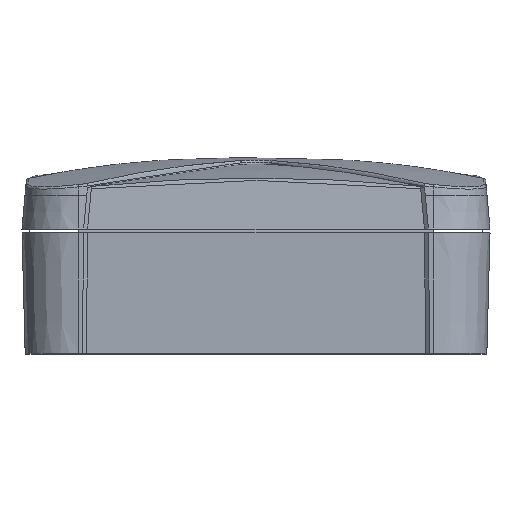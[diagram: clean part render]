
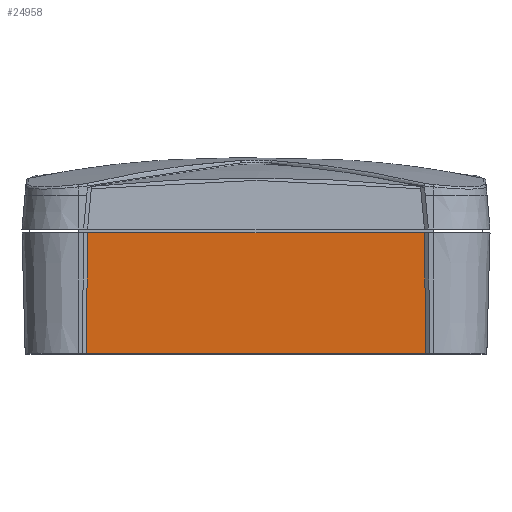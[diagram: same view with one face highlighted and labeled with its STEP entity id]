
A CAD part, top view. The second image highlights one B-rep face of the part: STEP entity #24958.
In plain terms, the highlighted planar face has unit normal (0, -0.026, 1).
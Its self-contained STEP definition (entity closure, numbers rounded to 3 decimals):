
#96 = VERTEX_POINT ( 'NONE', #5554 ) ;
#826 = EDGE_CURVE ( 'NONE', #32988, #25258, #4772, .T. ) ;
#3441 = DIRECTION ( 'NONE',  ( 1., 0., 0. ) ) ;
#4772 = LINE ( 'NONE', #16631, #10607 ) ;
#5554 = CARTESIAN_POINT ( 'NONE',  ( -66.308, -19.611, 32.507 ) ) ;
#7042 = DIRECTION ( 'NONE',  ( 0.01, 1., 0.026 ) ) ;
#8830 = FACE_OUTER_BOUND ( 'NONE', #37725, .T. ) ;
#9053 = ORIENTED_EDGE ( 'NONE', *, *, #826, .T. ) ;
#10607 = VECTOR ( 'NONE', #32362, 1000. ) ;
#10624 = CARTESIAN_POINT ( 'NONE',  ( -20.655, -3.311, 32.934 ) ) ;
#11105 = VECTOR ( 'NONE', #7042, 1000. ) ;
#12198 = ORIENTED_EDGE ( 'NONE', *, *, #29670, .T. ) ;
#12911 = CARTESIAN_POINT ( 'NONE',  ( -66.14, -19.611, 32.507 ) ) ;
#13174 = DIRECTION ( 'NONE',  ( -0.01, 1., 0.026 ) ) ;
#15546 = ORIENTED_EDGE ( 'NONE', *, *, #31113, .T. ) ;
#16631 = CARTESIAN_POINT ( 'NONE',  ( -66.14, -3.311, 32.934 ) ) ;
#21932 = AXIS2_PLACEMENT_3D ( 'NONE', #31812, #31944, #25820 ) ;
#22052 = EDGE_CURVE ( 'NONE', #96, #25258, #29560, .T. ) ;
#23464 = ORIENTED_EDGE ( 'NONE', *, *, #22052, .F. ) ;
#24837 = CARTESIAN_POINT ( 'NONE',  ( -66.14, -3.311, 32.934 ) ) ;
#24866 = VECTOR ( 'NONE', #3441, 1000. ) ;
#24958 = ADVANCED_FACE ( 'NONE', ( #8830 ), #32083, .T. ) ;
#25258 = VERTEX_POINT ( 'NONE', #24837 ) ;
#25820 = DIRECTION ( 'NONE',  ( 0., -1., -0.026 ) ) ;
#26336 = VERTEX_POINT ( 'NONE', #33010 ) ;
#29560 = LINE ( 'NONE', #34738, #11105 ) ;
#29670 = EDGE_CURVE ( 'NONE', #26336, #32988, #39973, .T. ) ;
#31113 = EDGE_CURVE ( 'NONE', #96, #26336, #31696, .T. ) ;
#31696 = LINE ( 'NONE', #12911, #24866 ) ;
#31812 = CARTESIAN_POINT ( 'NONE',  ( -66.14, -3.311, 32.934 ) ) ;
#31944 = DIRECTION ( 'NONE',  ( 0., -0.026, 1. ) ) ;
#32083 = PLANE ( 'NONE',  #21932 ) ;
#32362 = DIRECTION ( 'NONE',  ( -1., 0., 0. ) ) ;
#32988 = VERTEX_POINT ( 'NONE', #10624 ) ;
#33010 = CARTESIAN_POINT ( 'NONE',  ( -20.487, -19.611, 32.507 ) ) ;
#34738 = CARTESIAN_POINT ( 'NONE',  ( -66.14, -3.311, 32.934 ) ) ;
#37725 = EDGE_LOOP ( 'NONE', ( #9053, #23464, #15546, #12198 ) ) ;
#37850 = CARTESIAN_POINT ( 'NONE',  ( -20.655, -3.311, 32.934 ) ) ;
#38512 = VECTOR ( 'NONE', #13174, 1000. ) ;
#39973 = LINE ( 'NONE', #37850, #38512 ) ;
